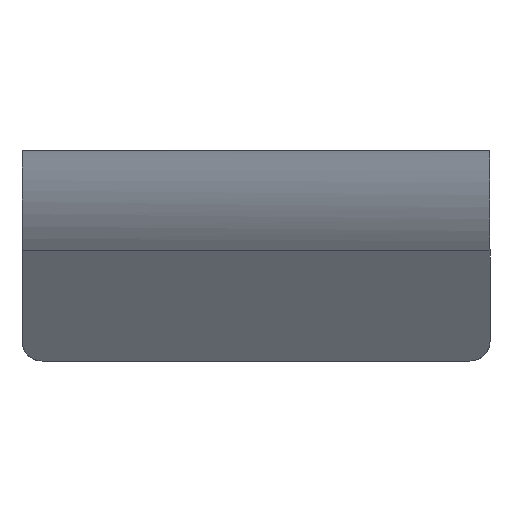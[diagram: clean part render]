
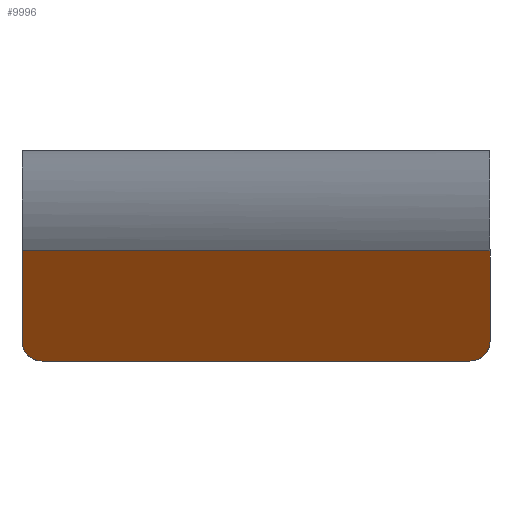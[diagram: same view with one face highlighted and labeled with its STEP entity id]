
A CAD part, left-side view. The second image highlights one B-rep face of the part: STEP entity #9996.
In plain terms, the highlighted planar face has unit normal (-0.707, 0.707, 0).
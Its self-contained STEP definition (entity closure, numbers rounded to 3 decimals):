
#446 = VERTEX_POINT ( 'NONE', #5453 ) ;
#482 = VERTEX_POINT ( 'NONE', #1774 ) ;
#759 = ORIENTED_EDGE ( 'NONE', *, *, #1751, .F. ) ;
#802 = CARTESIAN_POINT ( 'NONE',  ( -183.777, 43.046, 6.633 ) ) ;
#1011 = EDGE_CURVE ( 'NONE', #482, #8268, #6176, .T. ) ;
#1242 = CARTESIAN_POINT ( 'NONE',  ( -230.577, -3.754, 14.245 ) ) ;
#1462 = CARTESIAN_POINT ( 'NONE',  ( -225.456, 1.368, 6.633 ) ) ;
#1751 = EDGE_CURVE ( 'NONE', #1797, #8989, #5111, .T. ) ;
#1774 = CARTESIAN_POINT ( 'NONE',  ( -185.777, 41.046, 12.245 ) ) ;
#1797 = VERTEX_POINT ( 'NONE', #8685 ) ;
#1901 = EDGE_CURVE ( 'NONE', #8268, #4312, #11032, .T. ) ;
#2054 = LINE ( 'NONE', #5509, #4435 ) ;
#2165 = CARTESIAN_POINT ( 'NONE',  ( -185.777, 41.046, 12.245 ) ) ;
#2830 = CARTESIAN_POINT ( 'NONE',  ( -230.577, -3.754, 6.633 ) ) ;
#2833 = EDGE_CURVE ( 'NONE', #446, #8989, #2054, .T. ) ;
#2980 = CARTESIAN_POINT ( 'NONE',  ( -229.749, -2.925, 12.245 ) ) ;
#2991 = DIRECTION ( 'NONE',  ( 0.707, 0.707, 0. ) ) ;
#3216 = CARTESIAN_POINT ( 'NONE',  ( -183.777, 43.046, 14.245 ) ) ;
#3474 = EDGE_CURVE ( 'NONE', #4312, #446, #10879, .T. ) ;
#3531 = VECTOR ( 'NONE', #7369, 1000. ) ;
#3726 = CARTESIAN_POINT ( 'NONE',  ( -230.577, -3.754, 13.073 ) ) ;
#3895 =( BOUNDED_CURVE ( )  B_SPLINE_CURVE ( 3, ( #3216, #5730, #10051, #2165 ),
 .UNSPECIFIED., .F., .T. ) 
 B_SPLINE_CURVE_WITH_KNOTS ( ( 4, 4 ),
 ( 3.142, 4.712 ),
 .UNSPECIFIED. ) 
 CURVE ( )  GEOMETRIC_REPRESENTATION_ITEM ( )  RATIONAL_B_SPLINE_CURVE ( ( 1., 0.805, 0.805, 1. ) ) 
 REPRESENTATION_ITEM ( '' )  );
#4312 = VERTEX_POINT ( 'NONE', #8830 ) ;
#4358 = AXIS2_PLACEMENT_3D ( 'NONE', #1462, #4971, #7980 ) ;
#4435 = VECTOR ( 'NONE', #2991, 1000. ) ;
#4531 = CARTESIAN_POINT ( 'NONE',  ( -228.577, -1.754, 12.245 ) ) ;
#4971 = DIRECTION ( 'NONE',  ( 0.707, -0.707, 0. ) ) ;
#5111 = LINE ( 'NONE', #802, #9208 ) ;
#5190 = VECTOR ( 'NONE', #8809, 1000. ) ;
#5293 = CARTESIAN_POINT ( 'NONE',  ( -230.577, -3.754, 12.245 ) ) ;
#5390 = CARTESIAN_POINT ( 'NONE',  ( -228.577, -1.754, 12.245 ) ) ;
#5453 = CARTESIAN_POINT ( 'NONE',  ( -230.577, -3.754, 23.245 ) ) ;
#5465 = EDGE_LOOP ( 'NONE', ( #759, #8611, #11087, #6336, #10632, #7640 ) ) ;
#5509 = CARTESIAN_POINT ( 'NONE',  ( -225.456, 1.368, 23.245 ) ) ;
#5730 = CARTESIAN_POINT ( 'NONE',  ( -183.777, 43.046, 13.073 ) ) ;
#6176 = LINE ( 'NONE', #5293, #5190 ) ;
#6336 = ORIENTED_EDGE ( 'NONE', *, *, #1901, .T. ) ;
#6587 = CARTESIAN_POINT ( 'NONE',  ( -183.777, 43.046, 23.245 ) ) ;
#6770 = FACE_OUTER_BOUND ( 'NONE', #5465, .T. ) ;
#7369 = DIRECTION ( 'NONE',  ( 0., 0., 1. ) ) ;
#7640 = ORIENTED_EDGE ( 'NONE', *, *, #2833, .T. ) ;
#7980 = DIRECTION ( 'NONE',  ( 0.707, 0.707, 0. ) ) ;
#8268 = VERTEX_POINT ( 'NONE', #4531 ) ;
#8611 = ORIENTED_EDGE ( 'NONE', *, *, #9314, .T. ) ;
#8685 = CARTESIAN_POINT ( 'NONE',  ( -183.777, 43.046, 14.245 ) ) ;
#8740 = DIRECTION ( 'NONE',  ( 0., 0., 1. ) ) ;
#8809 = DIRECTION ( 'NONE',  ( -0.707, -0.707, 0. ) ) ;
#8830 = CARTESIAN_POINT ( 'NONE',  ( -230.577, -3.754, 14.245 ) ) ;
#8989 = VERTEX_POINT ( 'NONE', #6587 ) ;
#9208 = VECTOR ( 'NONE', #8740, 1000. ) ;
#9314 = EDGE_CURVE ( 'NONE', #1797, #482, #3895, .T. ) ;
#9338 = PLANE ( 'NONE',  #4358 ) ;
#9996 = ADVANCED_FACE ( 'NONE', ( #6770 ), #9338, .F. ) ;
#10051 = CARTESIAN_POINT ( 'NONE',  ( -184.606, 42.218, 12.245 ) ) ;
#10632 = ORIENTED_EDGE ( 'NONE', *, *, #3474, .T. ) ;
#10879 = LINE ( 'NONE', #2830, #3531 ) ;
#11032 =( BOUNDED_CURVE ( )  B_SPLINE_CURVE ( 3, ( #5390, #2980, #3726, #1242 ),
 .UNSPECIFIED., .F., .T. ) 
 B_SPLINE_CURVE_WITH_KNOTS ( ( 4, 4 ),
 ( 1.571, 3.142 ),
 .UNSPECIFIED. ) 
 CURVE ( )  GEOMETRIC_REPRESENTATION_ITEM ( )  RATIONAL_B_SPLINE_CURVE ( ( 1., 0.805, 0.805, 1. ) ) 
 REPRESENTATION_ITEM ( '' )  );
#11087 = ORIENTED_EDGE ( 'NONE', *, *, #1011, .T. ) ;
